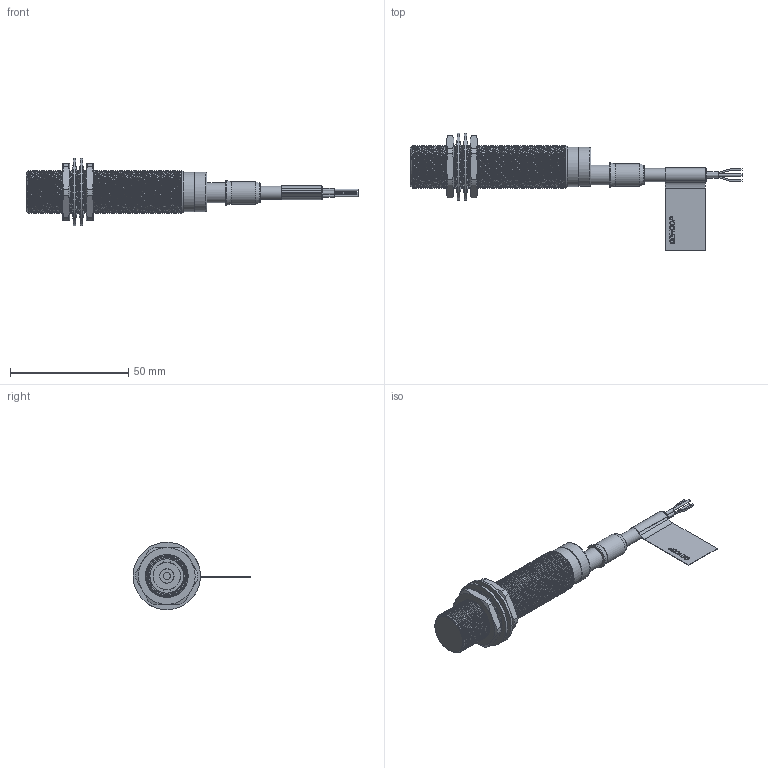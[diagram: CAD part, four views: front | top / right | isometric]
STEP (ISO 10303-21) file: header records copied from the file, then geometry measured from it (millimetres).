
FILE_DESCRIPTION(/* description */ ('Unknown'),/* implementation_level */ '2;1');
FILE_NAME(/* name */ 'ВБИ-М18-76C-СА.51',/* time_stamp */ '2022-05-17T16:05:24+05:00',/* author */ ('Unknown'),/* organization */ ('Unknown'),/* preprocessor_version */ 'ST-DEVELOPER v16.7',/* originating_system */ 'Solid Edge',/* authorisation */ 'Unknown');
FILE_SCHEMA (('AUTOMOTIVE_DESIGN {1 0 10303 214 3 1 1}'));
Length unit declared in the file: millimetre
Products named in the file (20): ﾂﾁﾈ-ﾌ18-76C-ﾑﾀ.51; À0.199 Êîðïóñ; Ðåçèñòîð TSR 3266W-472, 4,7êÎì, 0,25Âò Suntan; Ê0.009 Óäëèíèòåëü ðåãóëèðîâî÷íîãî ðåçèñòîðà; L-34ID êðàñíûé íîæêè 6 ìì; Ê1.004 Ãàéêà Ì18õ1; ﾊ2.001 ﾘ琺矜 ⅰⅱ浯; Êîëüöî 13,0õ1,0 (013-015-10); Êîëüöî 1,50õ1,0 (001,5-003,5-1,0); Ýòèêåòêà 70õ17 äëÿ ÂÁÈ-Ì12 íà êàáåëü; Ý6.025-03 Êàáåëü; 11.407.000; 11.386.101 êàòóøêà èíäóêòèâíîñòè; À4.014 Êàðêàñ êàòóøêè; ×àøêà ×14; Ã1.002 Êîëïà÷îê; Ä1.001 Äåðæàòåëü; 11.666.000; Á0.142 Êðûøêà (òèï Ñ); Â0.098 Óïëîòíåíèå íà øòóöåð 
Assembly tree (22 placements, depth 4):
  ﾂﾁﾈ-ﾌ18-76C-ﾑﾀ.51
    À0.199 Êîðïóñ
    Ðåçèñòîð TSR 3266W-472, 4,7êÎì, 0,25Âò Suntan
    Ê0.009 Óäëèíèòåëü ðåãóëèðîâî÷íîãî ðåçèñòîðà
    L-34ID êðàñíûé íîæêè 6 ìì
    Ê1.004 Ãàéêà Ì18õ1  x2
    ﾊ2.001 ﾘ琺矜 ⅰⅱ浯  x2
    Êîëüöî 13,0õ1,0 (013-015-10)
    Êîëüöî 1,50õ1,0 (001,5-003,5-1,0)
    Ýòèêåòêà 70õ17 äëÿ ÂÁÈ-Ì12 íà êàáåëü
    Ý6.025-03 Êàáåëü
    11.407.000
      11.386.101 êàòóøêà èíäóêòèâíîñòè
        À4.014 Êàðêàñ êàòóøêè
        ×àøêà ×14
      Ã1.002 Êîëïà÷îê  x2
      Ä1.001 Äåðæàòåëü
      11.666.000
    Á0.142 Êðûøêà (òèï Ñ)
    Â0.098 Óïëîòíåíèå íà øòóöåð 
Bounding box: 140.5 x 49.83 x 28.5 mm (x, y, z)
Volume: 10637.7 mm3; surface area: 25096.4 mm2
Topology: 22 solids, 22 shells, 627 faces, 1622 edges, 1088 vertices
Faces by surface type: plane 237, cylinder 162, bspline 162, cone 49, torus 15, sphere 2
Full cylindrical faces by diameter (mm): 0.5 x4, 0.9 x2, 1 x2, 1.8 x2, 2.15 x1, 2.4 x1, 3 x3, 3.3 x1, 3.5 x2, 3.55 x1, 5.6 x1, 5.8 x1, 6 x1, 6.1 x1, 7 x1, 7.1 x1, 7.4 x2, 7.8 x2, 8 x3, 8.4 x4, 9.6 x1, 10.5 x1, 11.6 x1, 13 x1, 13.6 x1, 14.5 x2, 15.1 x3, 15.2 x1, 15.3 x1, 15.38 x1
Entity records: 35510 total; most frequent: CARTESIAN_POINT 23671, ORIENTED_EDGE 2170, DIRECTION 1878, EDGE_CURVE 1085, VERTEX_POINT 777, AXIS2_PLACEMENT_3D 716, FACE_BOUND 660, EDGE_LOOP 658
